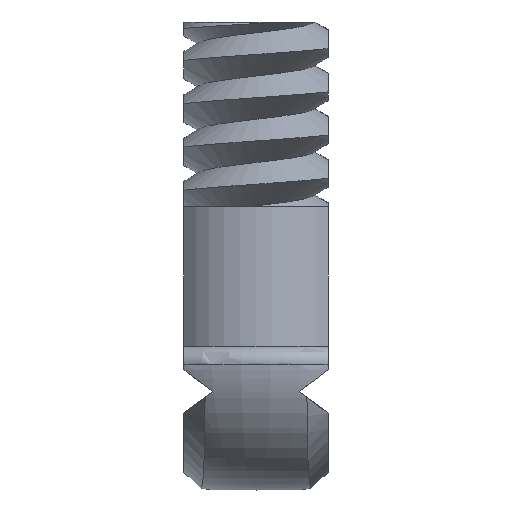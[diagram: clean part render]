
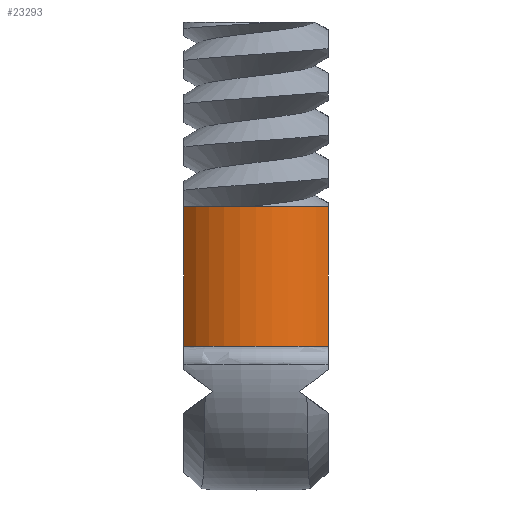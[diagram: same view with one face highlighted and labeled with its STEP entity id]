
A CAD part, left-side view. The second image highlights one B-rep face of the part: STEP entity #23293.
In plain terms, the highlighted cylindrical face has radius 3.35 mm (diameter 6.7 mm), a partial arc.
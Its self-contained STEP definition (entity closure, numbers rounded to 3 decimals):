
#5547 = PLANE('',#5548);
#5548 = AXIS2_PLACEMENT_3D('',#5549,#5550,#5551);
#5549 = CARTESIAN_POINT('',(-12.5,-2.5,200.));
#5550 = DIRECTION('',(0.,1.,0.));
#5551 = DIRECTION('',(-1.,0.,0.));
#6336 = PLANE('',#6337);
#6337 = AXIS2_PLACEMENT_3D('',#6338,#6339,#6340);
#6338 = CARTESIAN_POINT('',(-12.5,2.5,200.));
#6339 = DIRECTION('',(0.,-1.,0.));
#6340 = DIRECTION('',(1.,0.,0.));
#8112 = VERTEX_POINT('',#8113);
#8113 = CARTESIAN_POINT('',(-2.23,-2.5,4.85));
#8127 = PLANE('',#8128);
#8128 = AXIS2_PLACEMENT_3D('',#8129,#8130,#8131);
#8129 = CARTESIAN_POINT('',(0.,0.,4.85
    ));
#8130 = DIRECTION('',(0.,0.,-1.));
#8131 = DIRECTION('',(1.,0.,0.));
#8139 = EDGE_CURVE('',#8112,#8140,#8142,.T.);
#8140 = VERTEX_POINT('',#8141);
#8141 = CARTESIAN_POINT('',(-2.23,-2.5,0.));
#8142 = SURFACE_CURVE('',#8143,(#8147,#8154),.PCURVE_S1.);
#8143 = LINE('',#8144,#8145);
#8144 = CARTESIAN_POINT('',(-2.23,-2.5,4.85));
#8145 = VECTOR('',#8146,1.);
#8146 = DIRECTION('',(0.,0.,-1.));
#8147 = PCURVE('',#5547,#8148);
#8148 = DEFINITIONAL_REPRESENTATION('',(#8149),#8153);
#8149 = LINE('',#8150,#8151);
#8150 = CARTESIAN_POINT('',(-10.27,-195.15));
#8151 = VECTOR('',#8152,1.);
#8152 = DIRECTION('',(0.,-1.));
#8153 = ( GEOMETRIC_REPRESENTATION_CONTEXT(2) 
PARAMETRIC_REPRESENTATION_CONTEXT() REPRESENTATION_CONTEXT('2D SPACE',''
  ) );
#8154 = PCURVE('',#8155,#8160);
#8155 = CYLINDRICAL_SURFACE('',#8156,3.35);
#8156 = AXIS2_PLACEMENT_3D('',#8157,#8158,#8159);
#8157 = CARTESIAN_POINT('',(0.,0.,4.85
    ));
#8158 = DIRECTION('',(0.,0.,-1.));
#8159 = DIRECTION('',(1.,0.,0.));
#8160 = DEFINITIONAL_REPRESENTATION('',(#8161),#8165);
#8161 = LINE('',#8162,#8163);
#8162 = CARTESIAN_POINT('',(2.299,0.));
#8163 = VECTOR('',#8164,1.);
#8164 = DIRECTION('',(0.,1.));
#8165 = ( GEOMETRIC_REPRESENTATION_CONTEXT(2) 
PARAMETRIC_REPRESENTATION_CONTEXT() REPRESENTATION_CONTEXT('2D SPACE',''
  ) );
#8183 = PLANE('',#8184);
#8184 = AXIS2_PLACEMENT_3D('',#8185,#8186,#8187);
#8185 = CARTESIAN_POINT('',(0.,0.,
    0.));
#8186 = DIRECTION('',(0.,0.,-1.));
#8187 = DIRECTION('',(1.,0.,0.));
#22195 = VERTEX_POINT('',#22196);
#22196 = CARTESIAN_POINT('',(-2.23,2.5,4.85));
#22217 = EDGE_CURVE('',#22195,#22218,#22220,.T.);
#22218 = VERTEX_POINT('',#22219);
#22219 = CARTESIAN_POINT('',(-2.23,2.5,0.));
#22220 = SURFACE_CURVE('',#22221,(#22225,#22232),.PCURVE_S1.);
#22221 = LINE('',#22222,#22223);
#22222 = CARTESIAN_POINT('',(-2.23,2.5,4.85));
#22223 = VECTOR('',#22224,1.);
#22224 = DIRECTION('',(0.,0.,-1.));
#22225 = PCURVE('',#6336,#22226);
#22226 = DEFINITIONAL_REPRESENTATION('',(#22227),#22231);
#22227 = LINE('',#22228,#22229);
#22228 = CARTESIAN_POINT('',(10.27,-195.15));
#22229 = VECTOR('',#22230,1.);
#22230 = DIRECTION('',(0.,-1.));
#22231 = ( GEOMETRIC_REPRESENTATION_CONTEXT(2) 
PARAMETRIC_REPRESENTATION_CONTEXT() REPRESENTATION_CONTEXT('2D SPACE',''
  ) );
#22232 = PCURVE('',#8155,#22233);
#22233 = DEFINITIONAL_REPRESENTATION('',(#22234),#22238);
#22234 = LINE('',#22235,#22236);
#22235 = CARTESIAN_POINT('',(3.984,0.));
#22236 = VECTOR('',#22237,1.);
#22237 = DIRECTION('',(0.,1.));
#22238 = ( GEOMETRIC_REPRESENTATION_CONTEXT(2) 
PARAMETRIC_REPRESENTATION_CONTEXT() REPRESENTATION_CONTEXT('2D SPACE',''
  ) );
#23218 = EDGE_CURVE('',#8112,#22195,#23219,.T.);
#23219 = SURFACE_CURVE('',#23220,(#23225,#23232),.PCURVE_S1.);
#23220 = CIRCLE('',#23221,3.35);
#23221 = AXIS2_PLACEMENT_3D('',#23222,#23223,#23224);
#23222 = CARTESIAN_POINT('',(0.,0.,
    4.85));
#23223 = DIRECTION('',(0.,0.,-1.));
#23224 = DIRECTION('',(1.,0.,0.));
#23225 = PCURVE('',#8127,#23226);
#23226 = DEFINITIONAL_REPRESENTATION('',(#23227),#23231);
#23227 = CIRCLE('',#23228,3.35);
#23228 = AXIS2_PLACEMENT_2D('',#23229,#23230);
#23229 = CARTESIAN_POINT('',(0.,0.));
#23230 = DIRECTION('',(1.,0.));
#23231 = ( GEOMETRIC_REPRESENTATION_CONTEXT(2) 
PARAMETRIC_REPRESENTATION_CONTEXT() REPRESENTATION_CONTEXT('2D SPACE',''
  ) );
#23232 = PCURVE('',#8155,#23233);
#23233 = DEFINITIONAL_REPRESENTATION('',(#23234),#23238);
#23234 = LINE('',#23235,#23236);
#23235 = CARTESIAN_POINT('',(0.,0.));
#23236 = VECTOR('',#23237,1.);
#23237 = DIRECTION('',(1.,0.));
#23238 = ( GEOMETRIC_REPRESENTATION_CONTEXT(2) 
PARAMETRIC_REPRESENTATION_CONTEXT() REPRESENTATION_CONTEXT('2D SPACE',''
  ) );
#23293 = ADVANCED_FACE('',(#23294),#8155,.T.);
#23294 = FACE_BOUND('',#23295,.T.);
#23295 = EDGE_LOOP('',(#23296,#23297,#23298,#23299));
#23296 = ORIENTED_EDGE('',*,*,#8139,.F.);
#23297 = ORIENTED_EDGE('',*,*,#23218,.T.);
#23298 = ORIENTED_EDGE('',*,*,#22217,.T.);
#23299 = ORIENTED_EDGE('',*,*,#23300,.F.);
#23300 = EDGE_CURVE('',#8140,#22218,#23301,.T.);
#23301 = SURFACE_CURVE('',#23302,(#23307,#23314),.PCURVE_S1.);
#23302 = CIRCLE('',#23303,3.35);
#23303 = AXIS2_PLACEMENT_3D('',#23304,#23305,#23306);
#23304 = CARTESIAN_POINT('',(0.,0.,
    0.));
#23305 = DIRECTION('',(0.,0.,-1.));
#23306 = DIRECTION('',(1.,0.,0.));
#23307 = PCURVE('',#8155,#23308);
#23308 = DEFINITIONAL_REPRESENTATION('',(#23309),#23313);
#23309 = LINE('',#23310,#23311);
#23310 = CARTESIAN_POINT('',(0.,4.85));
#23311 = VECTOR('',#23312,1.);
#23312 = DIRECTION('',(1.,0.));
#23313 = ( GEOMETRIC_REPRESENTATION_CONTEXT(2) 
PARAMETRIC_REPRESENTATION_CONTEXT() REPRESENTATION_CONTEXT('2D SPACE',''
  ) );
#23314 = PCURVE('',#8183,#23315);
#23315 = DEFINITIONAL_REPRESENTATION('',(#23316),#23320);
#23316 = CIRCLE('',#23317,3.35);
#23317 = AXIS2_PLACEMENT_2D('',#23318,#23319);
#23318 = CARTESIAN_POINT('',(0.,0.));
#23319 = DIRECTION('',(1.,0.));
#23320 = ( GEOMETRIC_REPRESENTATION_CONTEXT(2) 
PARAMETRIC_REPRESENTATION_CONTEXT() REPRESENTATION_CONTEXT('2D SPACE',''
  ) );
